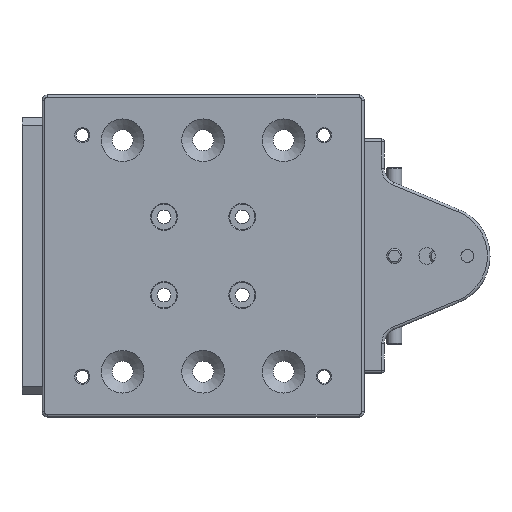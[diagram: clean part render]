
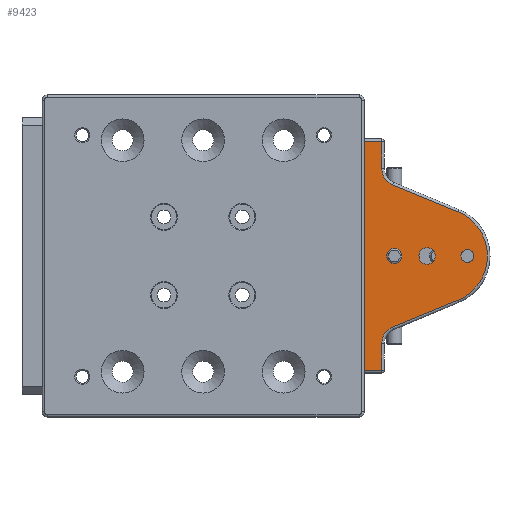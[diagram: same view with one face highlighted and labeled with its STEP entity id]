
A CAD part, front view. The second image highlights one B-rep face of the part: STEP entity #9423.
In plain terms, the highlighted planar face has unit normal (0, -1, 0).
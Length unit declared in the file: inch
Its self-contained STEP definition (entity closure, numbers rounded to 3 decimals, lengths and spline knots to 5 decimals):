
#48 = FACE_BOUND ( 'NONE', #9964, .T. ) ;
#144 = CARTESIAN_POINT ( 'NONE',  ( 2.78125, 0., 0.1015 ) ) ;
#184 = ORIENTED_EDGE ( 'NONE', *, *, #9289, .F. ) ;
#185 = CARTESIAN_POINT ( 'NONE',  ( 2.375, 0., 0. ) ) ;
#208 = VERTEX_POINT ( 'NONE', #3821 ) ;
#476 = CIRCLE ( 'NONE', #1995, 0.1015 ) ;
#577 = ORIENTED_EDGE ( 'NONE', *, *, #6425, .F. ) ;
#638 = CARTESIAN_POINT ( 'NONE',  ( 2., 0., -1.42237 ) ) ;
#681 = VERTEX_POINT ( 'NONE', #638 ) ;
#718 = DIRECTION ( 'NONE',  ( 0., 0., 1. ) ) ;
#1090 = ORIENTED_EDGE ( 'NONE', *, *, #3646, .F. ) ;
#1154 = DIRECTION ( 'NONE',  ( 0., -1., 0. ) ) ;
#1397 = ORIENTED_EDGE ( 'NONE', *, *, #10984, .F. ) ;
#1611 = LINE ( 'NONE', #5223, #7185 ) ;
#1844 = ORIENTED_EDGE ( 'NONE', *, *, #11059, .F. ) ;
#1859 = AXIS2_PLACEMENT_3D ( 'NONE', #4355, #7096, #10726 ) ;
#1927 = CIRCLE ( 'NONE', #8571, 0.094 ) ;
#1944 = EDGE_CURVE ( 'NONE', #5510, #5510, #1927, .T. ) ;
#1995 = AXIS2_PLACEMENT_3D ( 'NONE', #11720, #1154, #9581 ) ;
#2011 = CARTESIAN_POINT ( 'NONE',  ( 2.219, 0., -1.42238 ) ) ;
#2117 = VERTEX_POINT ( 'NONE', #2325 ) ;
#2325 = CARTESIAN_POINT ( 'NONE',  ( 2.219, 0., 1.42238 ) ) ;
#2542 = LINE ( 'NONE', #6141, #2603 ) ;
#2591 = EDGE_LOOP ( 'NONE', ( #577 ) ) ;
#2603 = VECTOR ( 'NONE', #9788, 39.37008 ) ;
#2632 = CARTESIAN_POINT ( 'NONE',  ( 3.16531, 0., 0.54878 ) ) ;
#2704 = DIRECTION ( 'NONE',  ( -0.924, 0., -0.383 ) ) ;
#2790 = DIRECTION ( 'NONE',  ( 0., 1., 0. ) ) ;
#2898 = EDGE_CURVE ( 'NONE', #681, #5590, #11194, .T. ) ;
#3199 = CARTESIAN_POINT ( 'NONE',  ( 2.219, 0., -1.08709 ) ) ;
#3357 = CARTESIAN_POINT ( 'NONE',  ( 2.35419, 0., -0.88476 ) ) ;
#3423 = LINE ( 'NONE', #10506, #8844 ) ;
#3490 = EDGE_CURVE ( 'NONE', #2117, #10599, #7145, .T. ) ;
#3507 = CIRCLE ( 'NONE', #10166, 0.0795 ) ;
#3646 = EDGE_CURVE ( 'NONE', #5590, #2117, #10867, .T. ) ;
#3663 = FACE_OUTER_BOUND ( 'NONE', #8407, .T. ) ;
#3821 = CARTESIAN_POINT ( 'NONE',  ( 3.282, 0., 0.0795 ) ) ;
#3914 = ORIENTED_EDGE ( 'NONE', *, *, #3490, .F. ) ;
#3932 = DIRECTION ( 'NONE',  ( 0., 0., 1. ) ) ;
#4043 = VERTEX_POINT ( 'NONE', #3199 ) ;
#4317 = AXIS2_PLACEMENT_3D ( 'NONE', #4469, #8116, #11724 ) ;
#4322 = DIRECTION ( 'NONE',  ( 0., -1., 0. ) ) ;
#4355 = CARTESIAN_POINT ( 'NONE',  ( 2.438, 0., 1.08709 ) ) ;
#4392 = DIRECTION ( 'NONE',  ( 0., -1., 0. ) ) ;
#4435 = CIRCLE ( 'NONE', #5958, 0.219 ) ;
#4469 = CARTESIAN_POINT ( 'NONE',  ( 2.938, 0., 0. ) ) ;
#4473 = CARTESIAN_POINT ( 'NONE',  ( 2.35419, 0., 0.88476 ) ) ;
#4526 = ORIENTED_EDGE ( 'NONE', *, *, #10055, .F. ) ;
#4557 = FACE_BOUND ( 'NONE', #2591, .T. ) ;
#4868 = CARTESIAN_POINT ( 'NONE',  ( 3.16531, 0., -0.54878 ) ) ;
#4911 = EDGE_LOOP ( 'NONE', ( #9798 ) ) ;
#4984 = DIRECTION ( 'NONE',  ( 0., 0., 1. ) ) ;
#5054 = DIRECTION ( 'NONE',  ( -0.383, 0., 0.924 ) ) ;
#5116 = DIRECTION ( 'NONE',  ( 0., -1., 0. ) ) ;
#5119 = VERTEX_POINT ( 'NONE', #4868 ) ;
#5131 = CARTESIAN_POINT ( 'NONE',  ( 2.438, 0., -1.08709 ) ) ;
#5223 = CARTESIAN_POINT ( 'NONE',  ( 2.36606, 0., -1.42238 ) ) ;
#5476 = EDGE_CURVE ( 'NONE', #4043, #9776, #3423, .T. ) ;
#5510 = VERTEX_POINT ( 'NONE', #9148 ) ;
#5590 = VERTEX_POINT ( 'NONE', #10668 ) ;
#5592 = DIRECTION ( 'NONE',  ( 0., 0., -1. ) ) ;
#5713 = CARTESIAN_POINT ( 'NONE',  ( 2.219, 0., 1.08709 ) ) ;
#5714 = CARTESIAN_POINT ( 'NONE',  ( 2.219, 0., 0.9134 ) ) ;
#5836 = EDGE_CURVE ( 'NONE', #10029, #4043, #4435, .T. ) ;
#5933 = VECTOR ( 'NONE', #5592, 39.37008 ) ;
#5958 = AXIS2_PLACEMENT_3D ( 'NONE', #5131, #5116, #5054 ) ;
#6087 = EDGE_CURVE ( 'NONE', #8286, #8286, #476, .T. ) ;
#6089 = ORIENTED_EDGE ( 'NONE', *, *, #10131, .F. ) ;
#6141 = CARTESIAN_POINT ( 'NONE',  ( 2.35419, 0., 0.88476 ) ) ;
#6400 = DIRECTION ( 'NONE',  ( 0., 0., 1. ) ) ;
#6425 = EDGE_CURVE ( 'NONE', #208, #208, #3507, .T. ) ;
#6746 = ORIENTED_EDGE ( 'NONE', *, *, #5836, .F. ) ;
#6980 = CIRCLE ( 'NONE', #1859, 0.219 ) ;
#7096 = DIRECTION ( 'NONE',  ( 0., -1., 0. ) ) ;
#7145 = LINE ( 'NONE', #5714, #5933 ) ;
#7185 = VECTOR ( 'NONE', #8859, 39.37008 ) ;
#7218 = LINE ( 'NONE', #10840, #10195 ) ;
#7303 = PLANE ( 'NONE',  #9089 ) ;
#7572 = CARTESIAN_POINT ( 'NONE',  ( 2., 0., 0.9134 ) ) ;
#7839 = VECTOR ( 'NONE', #3932, 39.37008 ) ;
#8052 = VERTEX_POINT ( 'NONE', #2632 ) ;
#8116 = DIRECTION ( 'NONE',  ( 0., 1., 0. ) ) ;
#8202 = FACE_BOUND ( 'NONE', #4911, .T. ) ;
#8286 = VERTEX_POINT ( 'NONE', #144 ) ;
#8407 = EDGE_LOOP ( 'NONE', ( #11594, #184, #9847, #6746, #6089, #1844, #4526, #1397, #3914, #1090 ) ) ;
#8571 = AXIS2_PLACEMENT_3D ( 'NONE', #185, #4322, #4984 ) ;
#8778 = ORIENTED_EDGE ( 'NONE', *, *, #1944, .F. ) ;
#8844 = VECTOR ( 'NONE', #11455, 39.37008 ) ;
#8859 = DIRECTION ( 'NONE',  ( -1., 0., 0. ) ) ;
#9089 = AXIS2_PLACEMENT_3D ( 'NONE', #10924, #2790, #6400 ) ;
#9148 = CARTESIAN_POINT ( 'NONE',  ( 2.375, 0., 0.094 ) ) ;
#9289 = EDGE_CURVE ( 'NONE', #9776, #681, #1611, .T. ) ;
#9366 = CARTESIAN_POINT ( 'NONE',  ( 3.282, 0., 0. ) ) ;
#9423 = ADVANCED_FACE ( 'NONE', ( #4557, #8202, #48, #3663 ), #7303, .F. ) ;
#9460 = CIRCLE ( 'NONE', #4317, 0.594 ) ;
#9581 = DIRECTION ( 'NONE',  ( 0., 0., 1. ) ) ;
#9776 = VERTEX_POINT ( 'NONE', #2011 ) ;
#9788 = DIRECTION ( 'NONE',  ( 0.924, 0., -0.383 ) ) ;
#9798 = ORIENTED_EDGE ( 'NONE', *, *, #6087, .F. ) ;
#9847 = ORIENTED_EDGE ( 'NONE', *, *, #5476, .F. ) ;
#9964 = EDGE_LOOP ( 'NONE', ( #8778 ) ) ;
#10029 = VERTEX_POINT ( 'NONE', #3357 ) ;
#10055 = EDGE_CURVE ( 'NONE', #10129, #8052, #2542, .T. ) ;
#10129 = VERTEX_POINT ( 'NONE', #4473 ) ;
#10131 = EDGE_CURVE ( 'NONE', #5119, #10029, #7218, .T. ) ;
#10166 = AXIS2_PLACEMENT_3D ( 'NONE', #9366, #4392, #718 ) ;
#10195 = VECTOR ( 'NONE', #2704, 39.37008 ) ;
#10320 = VECTOR ( 'NONE', #10787, 39.37008 ) ;
#10506 = CARTESIAN_POINT ( 'NONE',  ( 2.219, 0., 0.9134 ) ) ;
#10599 = VERTEX_POINT ( 'NONE', #5713 ) ;
#10668 = CARTESIAN_POINT ( 'NONE',  ( 2., 0., 1.42238 ) ) ;
#10726 = DIRECTION ( 'NONE',  ( -1., 0., 0. ) ) ;
#10787 = DIRECTION ( 'NONE',  ( 1., 0., 0. ) ) ;
#10840 = CARTESIAN_POINT ( 'NONE',  ( 3.16531, 0., -0.54878 ) ) ;
#10841 = CARTESIAN_POINT ( 'NONE',  ( 2.36606, 0., 1.42237 ) ) ;
#10867 = LINE ( 'NONE', #10841, #10320 ) ;
#10924 = CARTESIAN_POINT ( 'NONE',  ( 2.36606, 0., 0.9134 ) ) ;
#10984 = EDGE_CURVE ( 'NONE', #10599, #10129, #6980, .T. ) ;
#11059 = EDGE_CURVE ( 'NONE', #8052, #5119, #9460, .T. ) ;
#11194 = LINE ( 'NONE', #7572, #7839 ) ;
#11455 = DIRECTION ( 'NONE',  ( 0., 0., -1. ) ) ;
#11594 = ORIENTED_EDGE ( 'NONE', *, *, #2898, .F. ) ;
#11720 = CARTESIAN_POINT ( 'NONE',  ( 2.78125, 0., 0. ) ) ;
#11724 = DIRECTION ( 'NONE',  ( 0.383, 0., 0.924 ) ) ;
